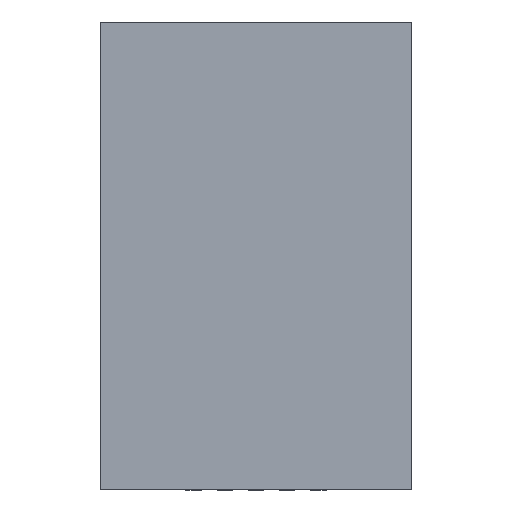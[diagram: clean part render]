
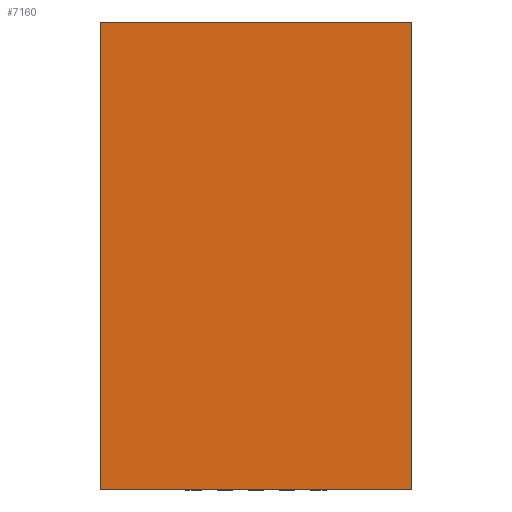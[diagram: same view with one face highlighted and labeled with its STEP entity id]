
A CAD part, top view. The second image highlights one B-rep face of the part: STEP entity #7160.
In plain terms, the highlighted face is planar.
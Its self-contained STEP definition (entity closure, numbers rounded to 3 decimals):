
#2850=DIRECTION('',(0.,0.,1.));
#2851=VECTOR('',#2850,6.);
#2852=CARTESIAN_POINT('',(-2.,0.975,-3.));
#2853=LINE('',#2852,#2851);
#2857=DIRECTION('',(-1.,0.,0.));
#2858=VECTOR('',#2857,4.);
#2859=CARTESIAN_POINT('',(2.,0.975,-3.));
#2860=LINE('',#2859,#2858);
#2864=DIRECTION('',(0.,0.,-1.));
#2865=VECTOR('',#2864,6.);
#2866=CARTESIAN_POINT('',(2.,0.975,3.));
#2867=LINE('',#2866,#2865);
#2871=DIRECTION('',(1.,0.,0.));
#2872=VECTOR('',#2871,4.);
#2873=CARTESIAN_POINT('',(-2.,0.975,3.));
#2874=LINE('',#2873,#2872);
#4367=CARTESIAN_POINT('',(-2.,0.975,-3.));
#4368=CARTESIAN_POINT('',(-2.,0.975,3.));
#4369=VERTEX_POINT('',#4367);
#4370=VERTEX_POINT('',#4368);
#4371=CARTESIAN_POINT('',(2.,0.975,3.));
#4372=VERTEX_POINT('',#4371);
#4373=CARTESIAN_POINT('',(2.,0.975,-3.));
#4374=VERTEX_POINT('',#4373);
#7148=CARTESIAN_POINT('',(0.,0.975,0.));
#7149=DIRECTION('',(0.,1.,0.));
#7150=DIRECTION('',(1.,0.,0.));
#7151=AXIS2_PLACEMENT_3D('',#7148,#7149,#7150);
#7152=PLANE('',#7151);
#7153=ORIENTED_EDGE('',*,*,#6483,.F.);
#7154=ORIENTED_EDGE('',*,*,#5638,.F.);
#7156=ORIENTED_EDGE('',*,*,#7155,.F.);
#7157=ORIENTED_EDGE('',*,*,#6281,.F.);
#7158=EDGE_LOOP('',(#7153,#7154,#7156,#7157));
#7159=FACE_OUTER_BOUND('',#7158,.F.);
#5638=EDGE_CURVE('',#4374,#4369,#2860,.T.);
#6281=EDGE_CURVE('',#4370,#4372,#2874,.T.);
#6483=EDGE_CURVE('',#4369,#4370,#2853,.T.);
#7155=EDGE_CURVE('',#4372,#4374,#2867,.T.);
#7160=ADVANCED_FACE('',(#7159),#7152,.T.);
